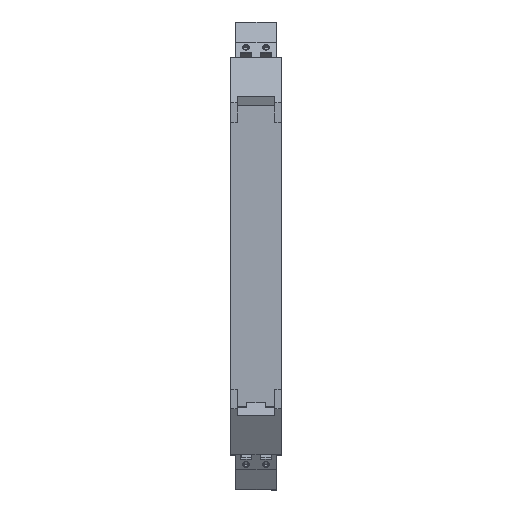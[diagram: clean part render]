
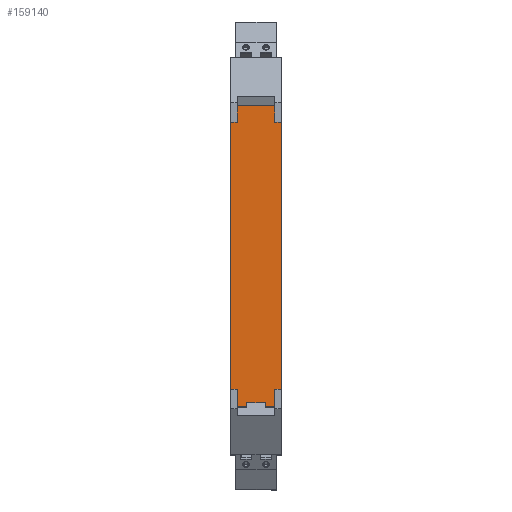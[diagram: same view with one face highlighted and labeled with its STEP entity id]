
A CAD part, top view. The second image highlights one B-rep face of the part: STEP entity #159140.
In plain terms, the highlighted planar face has unit normal (0, 0, 1).
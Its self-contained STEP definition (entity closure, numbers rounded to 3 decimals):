
#75290=CARTESIAN_POINT('',(12.6,16.18,
113.7));
#75300=VERTEX_POINT('',#75290);
#75700=CARTESIAN_POINT('',(12.6,82.826,
113.7));
#75710=VERTEX_POINT('',#75700);
#154560=CARTESIAN_POINT('',(11.,11.813,
113.7));
#154570=VERTEX_POINT('',#154560);
#157270=CARTESIAN_POINT('',(0.,49.5,
113.7));
#157280=DIRECTION('',(0.,1.,0.));
#157290=VECTOR('',#157280,1.);
#157300=LINE('',#157270,#157290);
#157310=CARTESIAN_POINT('',(0.,16.18,
113.7));
#157320=VERTEX_POINT('',#157310);
#157330=CARTESIAN_POINT('',(0.,82.826,
113.7));
#157340=VERTEX_POINT('',#157330);
#157350=EDGE_CURVE('',#157320,#157340,#157300,.T.);
#157980=CARTESIAN_POINT('',(12.6,11.3,
113.7));
#157990=DIRECTION('',(0.,0.,-1.));
#158000=DIRECTION('',(0.,-1.,0.));
#158010=AXIS2_PLACEMENT_3D('',#157980,#157990,#158000);
#158020=PLANE('',#158010);
#158030=CARTESIAN_POINT('',(8.55,49.5,
113.7));
#158040=DIRECTION('',(0.,-1.,0.));
#158050=VECTOR('',#158040,1.);
#158060=LINE('',#158030,#158050);
#158070=CARTESIAN_POINT('',(8.55,12.858,
113.7));
#158080=VERTEX_POINT('',#158070);
#158090=CARTESIAN_POINT('',(8.55,11.813,
113.7));
#158100=VERTEX_POINT('',#158090);
#158110=EDGE_CURVE('',#158080,#158100,#158060,.T.);
#158120=ORIENTED_EDGE('',*,*,#158110,.T.);
#158130=CARTESIAN_POINT('',(8.8,12.858,
113.7));
#158140=DIRECTION('',(-1.,0.,0.));
#158150=VECTOR('',#158140,1.);
#158160=LINE('',#158130,#158150);
#158170=CARTESIAN_POINT('',(4.05,12.858,
113.7));
#158180=VERTEX_POINT('',#158170);
#158190=EDGE_CURVE('',#158080,#158180,#158160,.T.);
#158200=ORIENTED_EDGE('',*,*,#158190,.F.);
#158210=CARTESIAN_POINT('',(4.05,49.5,
113.7));
#158220=DIRECTION('',(0.,1.,0.));
#158230=VECTOR('',#158220,1.);
#158240=LINE('',#158210,#158230);
#158250=CARTESIAN_POINT('',(4.05,11.813,
113.7));
#158260=VERTEX_POINT('',#158250);
#158270=EDGE_CURVE('',#158260,#158180,#158240,.T.);
#158280=ORIENTED_EDGE('',*,*,#158270,.T.);
#158290=CARTESIAN_POINT('',(8.8,11.813,
113.7));
#158300=DIRECTION('',(1.,0.,0.));
#158310=VECTOR('',#158300,1.);
#158320=LINE('',#158290,#158310);
#158330=CARTESIAN_POINT('',(1.6,11.813,
113.7));
#158340=VERTEX_POINT('',#158330);
#158350=EDGE_CURVE('',#158340,#158260,#158320,.T.);
#158360=ORIENTED_EDGE('',*,*,#158350,.T.);
#158370=CARTESIAN_POINT('',(1.6,49.5,
113.7));
#158380=DIRECTION('',(0.,-1.,0.));
#158390=VECTOR('',#158380,1.);
#158400=LINE('',#158370,#158390);
#158410=CARTESIAN_POINT('',(1.6,16.18,
113.7));
#158420=VERTEX_POINT('',#158410);
#158430=EDGE_CURVE('',#158420,#158340,#158400,.T.);
#158440=ORIENTED_EDGE('',*,*,#158430,.T.);
#158450=CARTESIAN_POINT('',(8.8,16.18,
113.7));
#158460=DIRECTION('',(1.,0.,0.));
#158470=VECTOR('',#158460,1.);
#158480=LINE('',#158450,#158470);
#158490=EDGE_CURVE('',#157320,#158420,#158480,.T.);
#158500=ORIENTED_EDGE('',*,*,#158490,.T.);
#158510=ORIENTED_EDGE('',*,*,#157350,.F.);
#158520=CARTESIAN_POINT('',(8.8,82.826,
113.7));
#158530=DIRECTION('',(-1.,0.,0.));
#158540=VECTOR('',#158530,1.);
#158550=LINE('',#158520,#158540);
#158560=CARTESIAN_POINT('',(1.6,82.826,
113.7));
#158570=VERTEX_POINT('',#158560);
#158580=EDGE_CURVE('',#158570,#157340,#158550,.T.);
#158590=ORIENTED_EDGE('',*,*,#158580,.T.);
#158600=CARTESIAN_POINT('',(1.6,49.5,
113.7));
#158610=DIRECTION('',(0.,-1.,0.));
#158620=VECTOR('',#158610,1.);
#158630=LINE('',#158600,#158620);
#158640=CARTESIAN_POINT('',(1.6,86.887,
113.7));
#158650=VERTEX_POINT('',#158640);
#158660=EDGE_CURVE('',#158650,#158570,#158630,.T.);
#158670=ORIENTED_EDGE('',*,*,#158660,.T.);
#158680=CARTESIAN_POINT('',(8.8,86.887,
113.7));
#158690=DIRECTION('',(-1.,0.,0.));
#158700=VECTOR('',#158690,1.);
#158710=LINE('',#158680,#158700);
#158720=CARTESIAN_POINT('',(11.,86.887,
113.7));
#158730=VERTEX_POINT('',#158720);
#158740=EDGE_CURVE('',#158730,#158650,#158710,.T.);
#158750=ORIENTED_EDGE('',*,*,#158740,.T.);
#158760=CARTESIAN_POINT('',(11.,49.5,
113.7));
#158770=DIRECTION('',(0.,1.,0.));
#158780=VECTOR('',#158770,1.);
#158790=LINE('',#158760,#158780);
#158800=CARTESIAN_POINT('',(11.,82.826,
113.7));
#158810=VERTEX_POINT('',#158800);
#158820=EDGE_CURVE('',#158810,#158730,#158790,.T.);
#158830=ORIENTED_EDGE('',*,*,#158820,.T.);
#158840=CARTESIAN_POINT('',(8.8,82.826,
113.7));
#158850=DIRECTION('',(-1.,0.,0.));
#158860=VECTOR('',#158850,1.);
#158870=LINE('',#158840,#158860);
#158880=EDGE_CURVE('',#75710,#158810,#158870,.T.);
#158890=ORIENTED_EDGE('',*,*,#158880,.T.);
#158900=CARTESIAN_POINT('',(12.6,49.5,
113.7));
#158910=DIRECTION('',(0.,-1.,0.));
#158920=VECTOR('',#158910,1.);
#158930=LINE('',#158900,#158920);
#158940=EDGE_CURVE('',#75710,#75300,#158930,.T.);
#158950=ORIENTED_EDGE('',*,*,#158940,.F.);
#158960=CARTESIAN_POINT('',(8.8,16.18,
113.7));
#158970=DIRECTION('',(1.,0.,0.));
#158980=VECTOR('',#158970,1.);
#158990=LINE('',#158960,#158980);
#159000=CARTESIAN_POINT('',(11.,16.18,
113.7));
#159010=VERTEX_POINT('',#159000);
#159020=EDGE_CURVE('',#159010,#75300,#158990,.T.);
#159030=ORIENTED_EDGE('',*,*,#159020,.T.);
#159040=CARTESIAN_POINT('',(11.,49.5,
113.7));
#159050=DIRECTION('',(0.,1.,0.));
#159060=VECTOR('',#159050,1.);
#159070=LINE('',#159040,#159060);
#159080=EDGE_CURVE('',#154570,#159010,#159070,.T.);
#159090=ORIENTED_EDGE('',*,*,#159080,.T.);
#159100=EDGE_CURVE('',#158100,#154570,#158320,.T.);
#159110=ORIENTED_EDGE('',*,*,#159100,.T.);
#159120=EDGE_LOOP('',(#159110,#159090,#159030,#158950,#158890,#158830,
#158750,#158670,#158590,#158510,#158500,#158440,#158360,#158280,#158200,
#158120));
#159130=FACE_OUTER_BOUND('',#159120,.T.);
#159140=ADVANCED_FACE('',(#159130),#158020,.F.);
